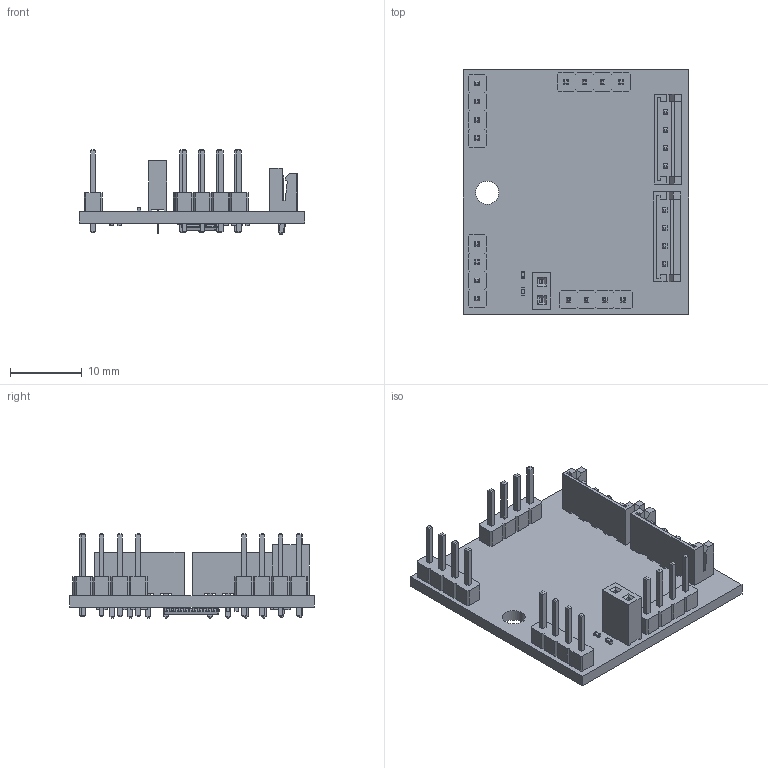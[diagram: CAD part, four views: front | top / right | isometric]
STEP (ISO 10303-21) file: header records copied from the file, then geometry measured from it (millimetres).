
FILE_DESCRIPTION(('KiCad electronic assembly'),'2;1');
FILE_NAME('Modu_ Sumo.step','2024-05-14T22:44:04',('Pcbnew'),('Kicad'), 'Open CASCADE STEP processor 7.7','KiCad to STEP converter','Unknown' );
FILE_SCHEMA(('AUTOMOTIVE_DESIGN { 1 0 10303 214 1 1 1 1 }'));
Length unit declared in the file: millimetre
Products named in the file (14): Modu_ Sumo 1; JST_EH_B4B-EH-A_1x04_P2.50mm_Vertical; JST_B4B_EH_A; PinSocket_1x02_P2.54mm_Vertical; PinSocket_1x02_P254mm_Vertical; C_0402_1005Metric; PinHeader_1x04_P2.54mm_Vertical; PinHeader_1x04_P254mm_Vertical; R_0402_1005Metric; TSSOP-24_4.4x7.8mm_P0.65mm; TSSOP_24_44x78mm_P065mm; ModuÅ Sumo_PCB
Assembly tree (29 placements, depth 3):
  Modu_ Sumo 1
    JST_EH_B4B-EH-A_1x04_P2.50mm_Vertical  x2
      JST_B4B_EH_A
    PinSocket_1x02_P2.54mm_Vertical
      PinSocket_1x02_P254mm_Vertical
    C_0402_1005Metric  x3
      C_0402_1005Metric
    PinHeader_1x04_P2.54mm_Vertical  x4
      PinHeader_1x04_P254mm_Vertical
    R_0402_1005Metric  x11
      R_0402_1005Metric
    TSSOP-24_4.4x7.8mm_P0.65mm
      TSSOP_24_44x78mm_P065mm
    ModuÅ Sumo_PCB
Bounding box: 31.3 x 34 x 11.74 mm (x, y, z)
Volume: 2323.1 mm3; surface area: 4378.5 mm2
Topology: 23 solids, 23 shells, 1523 faces, 3900 edges, 2484 vertices
Faces by surface type: plane 1227, cylinder 248, bspline 48
Full cylindrical faces by diameter (mm): 0.5 x1, 0.95 x8, 1 x18, 3.2 x1
Entity records: 29173 total; most frequent: CARTESIAN_POINT 4321, ORIENTED_EDGE 4076, DIRECTION 3820, EDGE_CURVE 2038, LINE 1718, VECTOR 1718, VERTEX_POINT 1296, AXIS2_PLACEMENT_3D 1051
